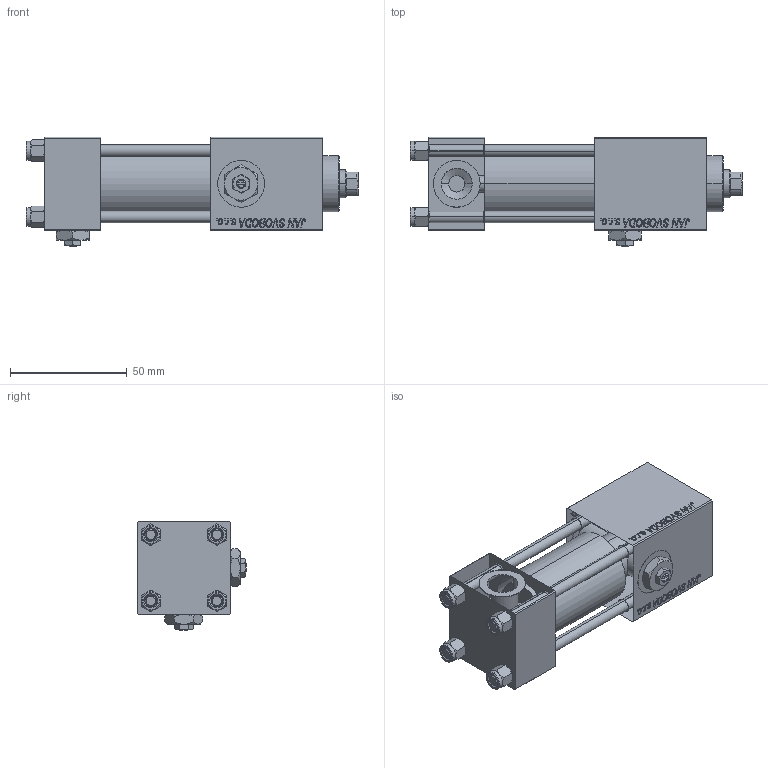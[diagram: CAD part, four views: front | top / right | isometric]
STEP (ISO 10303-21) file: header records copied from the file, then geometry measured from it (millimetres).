
FILE_DESCRIPTION (( 'STEP AP203' ), '1' );
FILE_NAME ('e258.STEP', '2022-04-14T20:22:05', ( '' ), ( '' ), 'SwSTEP 2.0', 'SolidWorks 2019', '' );
FILE_SCHEMA (( 'CONFIG_CONTROL_DESIGN' ));
Length unit declared in the file: millimetre
Products named in the file (7): V215CR_C_Body 75f0f8c9d6d4246bc8f4b551b0765aaa; V215_VC_A 75f0f8c9d6d4246bc8f4b551b0765aaa; e258; V215CR_C_TYCINKA 75f0f8c9d6d4246bc8f4b551b0765aaa; Zatka_pro_OIL_PORT 75f0f8c9d6d4246bc8f4b551b0765aaa; V215CR_VCP_C 75f0f8c9d6d4246bc8f4b551b0765aaa; NUT_M5_C 75f0f8c9d6d4246bc8f4b551b0765aaa
Assembly tree (13 placements, depth 2):
  e258
    V215CR_C_Body 75f0f8c9d6d4246bc8f4b551b0765aaa
    V215CR_VCP_C 75f0f8c9d6d4246bc8f4b551b0765aaa
    NUT_M5_C 75f0f8c9d6d4246bc8f4b551b0765aaa  x4
    V215CR_C_TYCINKA 75f0f8c9d6d4246bc8f4b551b0765aaa  x4
    V215_VC_A 75f0f8c9d6d4246bc8f4b551b0765aaa
    Zatka_pro_OIL_PORT 75f0f8c9d6d4246bc8f4b551b0765aaa  x2
Bounding box: 142 x 47 x 47 mm (x, y, z)
Volume: 51238.4 mm3; surface area: 54441.8 mm2
Topology: 12 solids, 18 shells, 1224 faces, 3110 edges, 2009 vertices
Faces by surface type: plane 556, bspline 381, cone 178, cylinder 101, torus 8
Entity records: 52331 total; most frequent: CARTESIAN_POINT 27716, ORIENTED_EDGE 5536, DIRECTION 3578, EDGE_CURVE 2768, VERTEX_POINT 1807, VECTOR 1640, LINE 1640, EDGE_LOOP 1225
